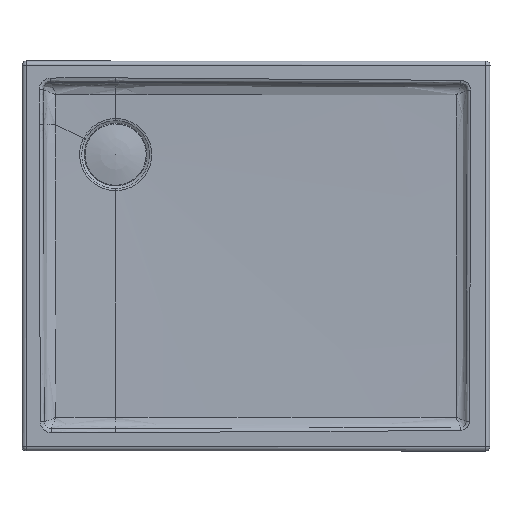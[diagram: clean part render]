
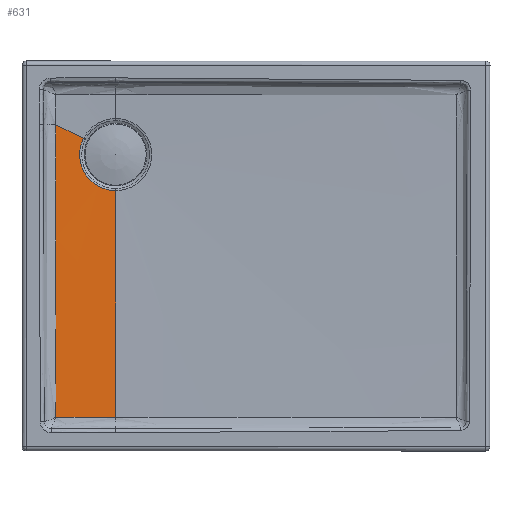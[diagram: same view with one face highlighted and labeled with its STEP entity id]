
A CAD part, top view. The second image highlights one B-rep face of the part: STEP entity #631.
In plain terms, the highlighted conical face has half-angle 88.825 degrees and reference radius 1000 mm.
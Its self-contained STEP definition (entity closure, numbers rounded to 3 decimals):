
#172=CARTESIAN_POINT('',(-339.343,270.,-27.96));
#173=VERTEX_POINT('',#172);
#204=CARTESIAN_POINT('',(-238.989,332.022,-27.96));
#205=VERTEX_POINT('',#204);
#213=CARTESIAN_POINT('',(-238.989,332.022,-27.96));
#214=CARTESIAN_POINT('',(-241.977,333.516,-27.96));
#215=CARTESIAN_POINT('',(-248.206,336.091,-27.96));
#216=CARTESIAN_POINT('',(-258.081,338.557,-27.96));
#217=CARTESIAN_POINT('',(-268.071,339.558,-27.96));
#218=CARTESIAN_POINT('',(-278.202,339.107,-27.96));
#219=CARTESIAN_POINT('',(-288.164,337.172,-27.96));
#220=CARTESIAN_POINT('',(-297.638,333.863,-27.96));
#221=CARTESIAN_POINT('',(-306.666,329.147,-27.96));
#222=CARTESIAN_POINT('',(-314.826,323.219,-27.96));
#223=CARTESIAN_POINT('',(-322.05,316.19,-27.96));
#224=CARTESIAN_POINT('',(-328.233,308.098,-27.96));
#225=CARTESIAN_POINT('',(-333.11,299.307,-27.96));
#226=CARTESIAN_POINT('',(-337.879,286.744,-27.96));
#227=CARTESIAN_POINT('',(-339.343,276.682,-27.96));
#228=CARTESIAN_POINT('',(-339.343,270.,-27.96));
#229=B_SPLINE_CURVE_WITH_KNOTS('',3,(#213,#214,#215,#216,#217,#218,#219,#220,#221,#222,#223,#224,#225,#226,#227,#228),.UNSPECIFIED.,.F.,.U.,(4,1,1,1,1,1,1,1,1,1,1,1,1,4),(0.0,1.005,2.009,3.014,4.018,5.023,6.028,7.032,8.037,9.042,10.046,11.051,12.055,14.065),.UNSPECIFIED.);
#230=EDGE_CURVE('',#205,#173,#229,.T.);
#467=CARTESIAN_POINT('',(-775.513,270.,-19.013));
#468=VERTEX_POINT('',#467);
#469=CARTESIAN_POINT('',(-339.343,270.,-27.96));
#470=CARTESIAN_POINT('',(-557.428,270.,-23.487));
#471=CARTESIAN_POINT('',(-775.513,270.,-19.013));
#472=B_SPLINE_CURVE_WITH_KNOTS('',2,(#469,#470,#471),.UNSPECIFIED.,.F.,.U.,(3,3),(-443.251,-6.989),.UNSPECIFIED.);
#473=EDGE_CURVE('',#173,#468,#472,.T.);
#571=CARTESIAN_POINT('',(-270.,270.,-8.87));
#572=DIRECTION('',(0.0,0.0,1.0));
#573=DIRECTION('',(0.447,0.894,0.0));
#574=AXIS2_PLACEMENT_3D('',#571,#572,#573);
#575=CONICAL_SURFACE('',#574,1000.,88.825);
#576=ORIENTED_EDGE('',*,*,#230,.F.);
#577=CARTESIAN_POINT('',(-212.271,385.459,-26.735));
#578=VERTEX_POINT('',#577);
#579=CARTESIAN_POINT('',(-238.989,332.022,-27.96));
#580=DIRECTION('',(0.447,0.894,0.021));
#581=VECTOR('',#580,59.757);
#582=LINE('',#579,#581);
#583=EDGE_CURVE('',#205,#578,#582,.T.);
#584=ORIENTED_EDGE('',*,*,#583,.T.);
#585=CARTESIAN_POINT('',(-775.5,385.114,-18.748));
#586=VERTEX_POINT('',#585);
#587=CARTESIAN_POINT('',(-212.271,385.459,-26.735));
#588=CARTESIAN_POINT('',(-224.167,385.477,-26.844));
#589=CARTESIAN_POINT('',(-235.978,385.494,-26.924));
#590=CARTESIAN_POINT('',(-247.698,385.503,-26.97));
#591=CARTESIAN_POINT('',(-264.348,385.517,-27.034));
#592=CARTESIAN_POINT('',(-280.833,385.515,-27.026));
#593=CARTESIAN_POINT('',(-297.519,385.499,-26.947));
#594=CARTESIAN_POINT('',(-307.691,385.489,-26.899));
#595=CARTESIAN_POINT('',(-317.937,385.474,-26.825));
#596=CARTESIAN_POINT('',(-328.241,385.458,-26.73));
#597=CARTESIAN_POINT('',(-343.703,385.433,-26.588));
#598=CARTESIAN_POINT('',(-359.273,385.405,-26.399));
#599=CARTESIAN_POINT('',(-374.733,385.38,-26.186));
#600=CARTESIAN_POINT('',(-389.584,385.355,-25.982));
#601=CARTESIAN_POINT('',(-404.344,385.333,-25.755));
#602=CARTESIAN_POINT('',(-418.956,385.314,-25.519));
#603=CARTESIAN_POINT('',(-439.097,385.287,-25.192));
#604=CARTESIAN_POINT('',(-458.987,385.266,-24.846));
#605=CARTESIAN_POINT('',(-478.688,385.248,-24.493));
#606=CARTESIAN_POINT('',(-505.643,385.223,-24.009));
#607=CARTESIAN_POINT('',(-532.245,385.205,-23.511));
#608=CARTESIAN_POINT('',(-558.69,385.19,-23.007));
#609=CARTESIAN_POINT('',(-595.101,385.169,-22.313));
#610=CARTESIAN_POINT('',(-631.125,385.155,-21.61));
#611=CARTESIAN_POINT('',(-667.056,385.143,-20.903));
#612=CARTESIAN_POINT('',(-703.383,385.131,-20.187));
#613=CARTESIAN_POINT('',(-739.475,385.122,-19.469));
#614=CARTESIAN_POINT('',(-775.5,385.114,-18.748));
#615=B_SPLINE_CURVE_WITH_KNOTS('',3,(#587,#588,#589,#590,#591,#592,#593,#594,#595,#596,#597,#598,#599,#600,#601,#602,#603,#604,#605,#606,#607,#608,#609,#610,#611,#612,#613,#614),.UNSPECIFIED.,.F.,.U.,(4,3,3,3,3,3,3,3,3,4),(286.951,333.117,398.706,438.688,498.684,556.318,635.754,744.44,894.088,1045.387),.UNSPECIFIED.);
#616=EDGE_CURVE('',#578,#586,#615,.T.);
#617=ORIENTED_EDGE('',*,*,#616,.T.);
#618=CARTESIAN_POINT('',(-775.5,385.114,-18.748));
#619=CARTESIAN_POINT('',(-775.501,378.066,-18.78));
#620=CARTESIAN_POINT('',(-775.503,370.992,-18.81));
#621=CARTESIAN_POINT('',(-775.504,363.895,-18.836));
#622=CARTESIAN_POINT('',(-775.51,332.896,-18.952));
#623=CARTESIAN_POINT('',(-775.513,301.457,-19.013));
#624=CARTESIAN_POINT('',(-775.513,270.,-19.013));
#625=B_SPLINE_CURVE_WITH_KNOTS('',3,(#618,#619,#620,#621,#622,#623,#624),.UNSPECIFIED.,.F.,.U.,(4,3,4),(331.732,353.734,449.838),.UNSPECIFIED.);
#626=EDGE_CURVE('',#586,#468,#625,.T.);
#627=ORIENTED_EDGE('',*,*,#626,.T.);
#628=ORIENTED_EDGE('',*,*,#473,.F.);
#629=EDGE_LOOP('',(#576,#584,#617,#627,#628));
#630=FACE_OUTER_BOUND('',#629,.T.);
#631=ADVANCED_FACE('',(#630),#575,.F.);
